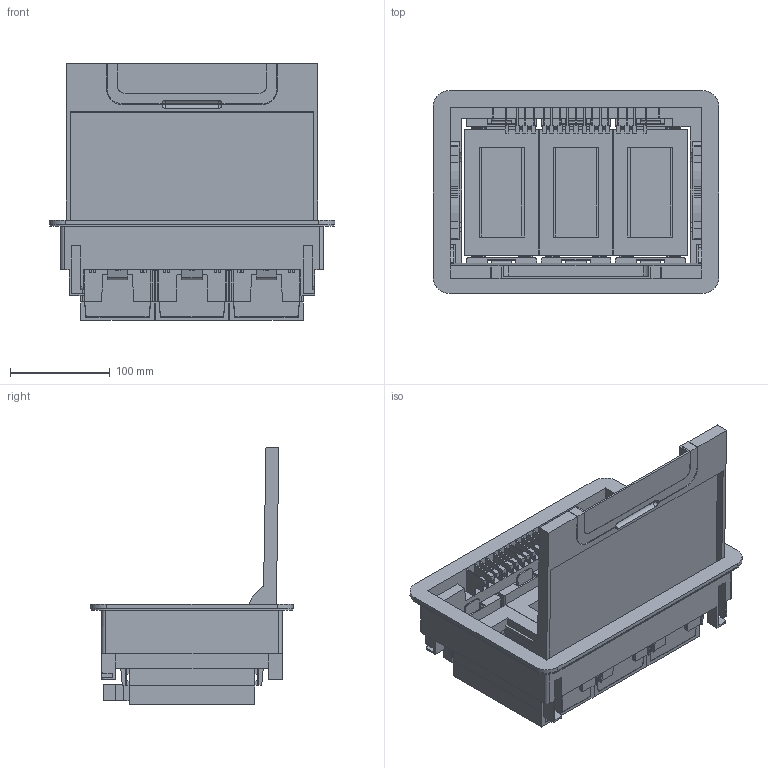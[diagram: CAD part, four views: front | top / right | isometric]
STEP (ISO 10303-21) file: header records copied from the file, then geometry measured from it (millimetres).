
FILE_DESCRIPTION(('CATIA V5 STEP Exchange','CAx-IF Rec.Pracs.--- Composite Materials ---3.4---2017-06-13'),'2;1');
FILE_NAME('LG-080700-S-ouvert.stp','2025-04-29T11:55:18+00:00',('none'),('none'),'CATIA Version 5-6 Release 2020','CATIA V5 STEP AP203 v1','none');
FILE_SCHEMA(('CONFIG_CONTROL_DESIGN'));
Length unit declared in the file: millimetre
Products named in the file (4): A029366AA; A027500_A; A008371_A-AS1; A027673_A-ASS PLANCHER TECHNIQUE
Assembly tree (11 placements, depth 3):
  A029366AA
    A027500_A
      #65
    A008371_A-AS1
      #6930
      #22105
    A027673_A-ASS PLANCHER TECHNIQUE  x3
      #24926
      #33285
      #33836
Bounding box: 285.97 x 202.97 x 257.2 mm (x, y, z)
Volume: 1000733.3 mm3; surface area: 711247.2 mm2
Topology: 15 solids, 15 shells, 1803 faces, 5233 edges, 3448 vertices
Faces by surface type: plane 1524, cylinder 229, extrusion 38, revolution 12
Entity records: 35617 total; most frequent: CARTESIAN_POINT 7743, ORIENTED_EDGE 6546, DIRECTION 4423, EDGE_CURVE 3273, VECTOR 2875, LINE 2837, VERTEX_POINT 2160, EDGE_LOOP 1201
